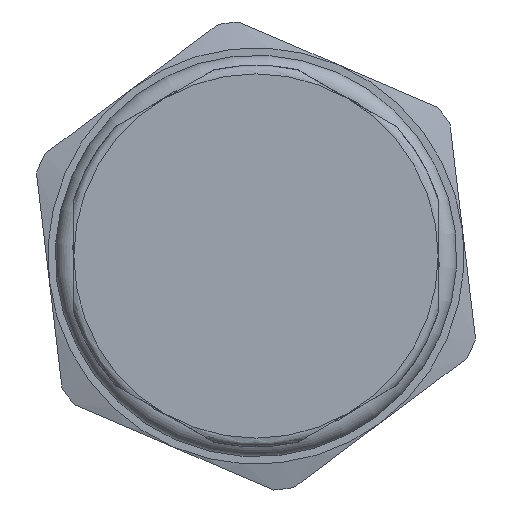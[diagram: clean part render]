
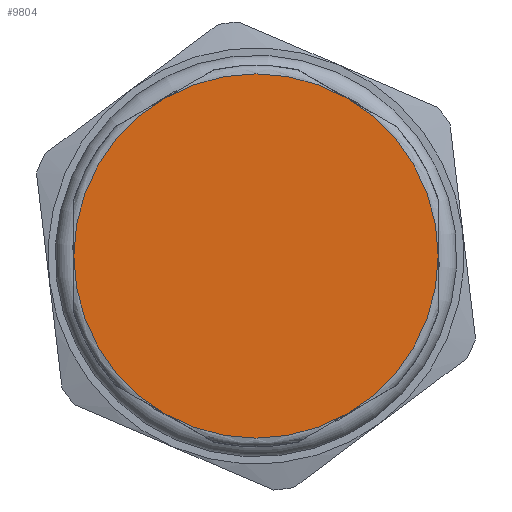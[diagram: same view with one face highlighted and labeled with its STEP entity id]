
A CAD part, left-side view. The second image highlights one B-rep face of the part: STEP entity #9804.
In plain terms, the highlighted planar face has unit normal (-1, 0, 0).
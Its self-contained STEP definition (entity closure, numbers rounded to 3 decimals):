
#499=CIRCLE('',#10212,10.5);
#500=CIRCLE('',#10213,10.5);
#501=CIRCLE('',#10214,10.5);
#502=CIRCLE('',#10215,10.5);
#503=CIRCLE('',#10216,10.5);
#504=CIRCLE('',#10217,10.5);
#1753=PLANE('',#10211);
#2238=FACE_OUTER_BOUND('',#2803,.T.);
#2803=EDGE_LOOP('',(#8484,#8485,#8486,#8487,#8488,#8489));
#4416=VERTEX_POINT('',#73534);
#4417=VERTEX_POINT('',#73535);
#4418=VERTEX_POINT('',#73537);
#4419=VERTEX_POINT('',#73539);
#4420=VERTEX_POINT('',#73541);
#4421=VERTEX_POINT('',#73543);
#5783=EDGE_CURVE('',#4416,#4417,#499,.T.);
#5784=EDGE_CURVE('',#4418,#4416,#500,.T.);
#5785=EDGE_CURVE('',#4419,#4418,#501,.T.);
#5786=EDGE_CURVE('',#4420,#4419,#502,.T.);
#5787=EDGE_CURVE('',#4421,#4420,#503,.T.);
#5788=EDGE_CURVE('',#4417,#4421,#504,.T.);
#8484=ORIENTED_EDGE('',*,*,#5783,.F.);
#8485=ORIENTED_EDGE('',*,*,#5784,.F.);
#8486=ORIENTED_EDGE('',*,*,#5785,.F.);
#8487=ORIENTED_EDGE('',*,*,#5786,.F.);
#8488=ORIENTED_EDGE('',*,*,#5787,.F.);
#8489=ORIENTED_EDGE('',*,*,#5788,.F.);
#9804=ADVANCED_FACE('',(#2238),#1753,.T.);
#10211=AXIS2_PLACEMENT_3D('',#73533,#11480,#11481);
#10212=AXIS2_PLACEMENT_3D('',#73536,#11482,#11483);
#10213=AXIS2_PLACEMENT_3D('',#73538,#11484,#11485);
#10214=AXIS2_PLACEMENT_3D('',#73540,#11486,#11487);
#10215=AXIS2_PLACEMENT_3D('',#73542,#11488,#11489);
#10216=AXIS2_PLACEMENT_3D('',#73544,#11490,#11491);
#10217=AXIS2_PLACEMENT_3D('',#73545,#11492,#11493);
#11480=DIRECTION('center_axis',(-1.,0.,0.));
#11481=DIRECTION('ref_axis',(0.,0.,1.));
#11482=DIRECTION('center_axis',(1.,0.,0.));
#11483=DIRECTION('ref_axis',(0.,-1.,0.));
#11484=DIRECTION('center_axis',(1.,0.,0.));
#11485=DIRECTION('ref_axis',(0.,-1.,0.));
#11486=DIRECTION('center_axis',(1.,0.,0.));
#11487=DIRECTION('ref_axis',(0.,-1.,0.));
#11488=DIRECTION('center_axis',(1.,0.,0.));
#11489=DIRECTION('ref_axis',(0.,-1.,0.));
#11490=DIRECTION('center_axis',(1.,0.,0.));
#11491=DIRECTION('ref_axis',(0.,-1.,0.));
#11492=DIRECTION('center_axis',(1.,0.,0.));
#11493=DIRECTION('ref_axis',(0.,-1.,0.));
#73533=CARTESIAN_POINT('Origin',(0.,8.975,0.));
#73534=CARTESIAN_POINT('',(0.,10.5,0.));
#73535=CARTESIAN_POINT('',(0.,5.25,9.093));
#73536=CARTESIAN_POINT('Origin',(0.,0.,0.));
#73537=CARTESIAN_POINT('',(0.,5.25,-9.093));
#73538=CARTESIAN_POINT('Origin',(0.,0.,0.));
#73539=CARTESIAN_POINT('',(0.,-5.25,-9.093));
#73540=CARTESIAN_POINT('Origin',(0.,0.,0.));
#73541=CARTESIAN_POINT('',(0.,-10.5,0.));
#73542=CARTESIAN_POINT('Origin',(0.,0.,0.));
#73543=CARTESIAN_POINT('',(0.,-5.25,9.093));
#73544=CARTESIAN_POINT('Origin',(0.,0.,0.));
#73545=CARTESIAN_POINT('Origin',(0.,0.,0.));
